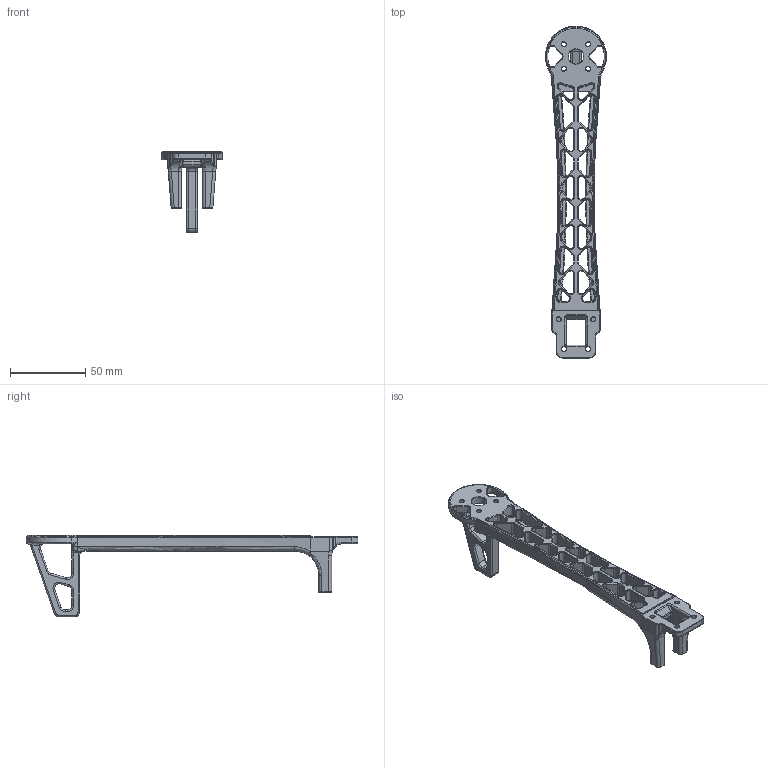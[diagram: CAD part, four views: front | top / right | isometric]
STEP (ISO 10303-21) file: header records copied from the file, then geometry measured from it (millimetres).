
FILE_DESCRIPTION(('CATIA V5 STEP Exchange'),'2;1');
FILE_NAME('F450 arm.stp','2014-12-11T14:40:25+00:00',('none'),('none'),'CATIA Version 5 Release 18 GA (IN-10)','CATIA V5 STEP AP203','none');
FILE_SCHEMA(('CONFIG_CONTROL_DESIGN'));
Products named in the file (1): Bras DJI
Bounding box: 40.5 x 220.25 x 54 mm (x, y, z)
Volume: 40703.5 mm3; surface area: 25875.7 mm2
Topology: 1 solids, 1 shells, 1147 faces, 2742 edges, 1525 vertices
Faces by surface type: cylinder 436, torus 334, bspline 241, plane 126, sphere 7, cone 3
Entity records: 49397 total; most frequent: CARTESIAN_POINT 26015, ORIENTED_EDGE 5354, DIRECTION 3652, EDGE_CURVE 2677, AXIS2_PLACEMENT_3D 2069, VERTEX_POINT 1525, CIRCLE 1251, EDGE_LOOP 1204
